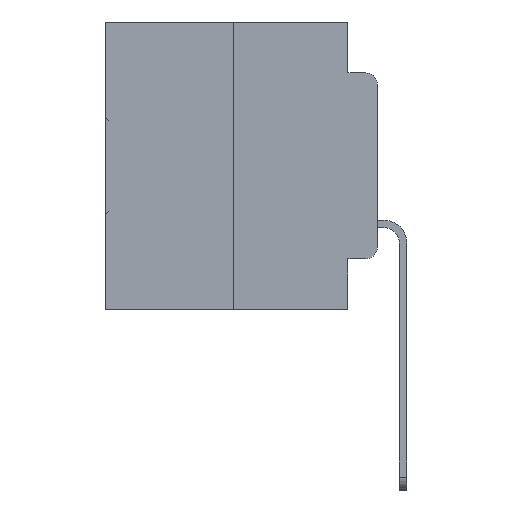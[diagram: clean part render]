
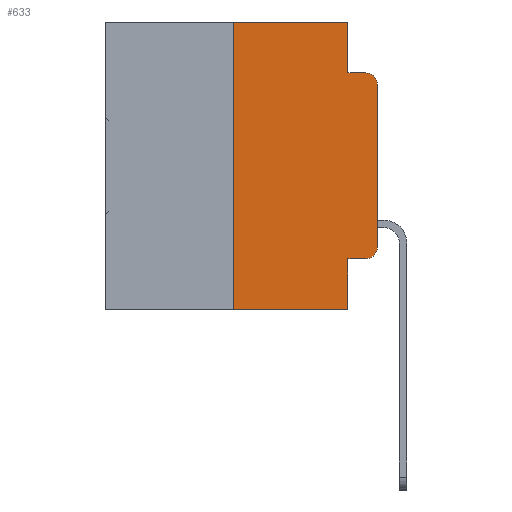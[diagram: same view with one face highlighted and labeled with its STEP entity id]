
A CAD part, left-side view. The second image highlights one B-rep face of the part: STEP entity #633.
In plain terms, the highlighted planar face has unit normal (-1, 0, 0).
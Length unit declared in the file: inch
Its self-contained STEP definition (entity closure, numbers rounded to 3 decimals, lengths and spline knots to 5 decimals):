
#633 = ADVANCED_FACE ( 'NONE', ( #29807 ), #15203, .F. ) ;
#1311 = ORIENTED_EDGE ( 'NONE', *, *, #19806, .T. ) ;
#1380 = VERTEX_POINT ( 'NONE', #19981 ) ;
#1479 = DIRECTION ( 'NONE',  ( 0., 0., 1. ) ) ;
#1572 = LINE ( 'NONE', #20954, #32626 ) ;
#1580 = CARTESIAN_POINT ( 'NONE',  ( 0., 0.051, 0. ) ) ;
#1901 = EDGE_LOOP ( 'NONE', ( #1311, #8114, #7260, #3873, #4222, #13416, #10011, #7349, #14055, #10637 ) ) ;
#2045 = CARTESIAN_POINT ( 'NONE',  ( 0., 0.02, -0.1085 ) ) ;
#2170 = VERTEX_POINT ( 'NONE', #26518 ) ;
#2234 = VERTEX_POINT ( 'NONE', #6759 ) ;
#2306 = DIRECTION ( 'NONE',  ( 0., -1., 0. ) ) ;
#2503 = EDGE_CURVE ( 'NONE', #2234, #7685, #22197, .T. ) ;
#3031 = CARTESIAN_POINT ( 'NONE',  ( 0., 0.051, -0.4115 ) ) ;
#3727 = VECTOR ( 'NONE', #9402, 39.37008 ) ;
#3873 = ORIENTED_EDGE ( 'NONE', *, *, #2503, .F. ) ;
#4222 = ORIENTED_EDGE ( 'NONE', *, *, #8909, .F. ) ;
#4567 = LINE ( 'NONE', #1580, #3727 ) ;
#4717 = DIRECTION ( 'NONE',  ( 0., 0., -1. ) ) ;
#5502 = CARTESIAN_POINT ( 'NONE',  ( 0., 0.051, -0.0885 ) ) ;
#5615 = DIRECTION ( 'NONE',  ( -1., 0., 0. ) ) ;
#6759 = CARTESIAN_POINT ( 'NONE',  ( 0., 0.051, 0. ) ) ;
#6949 = LINE ( 'NONE', #10824, #25310 ) ;
#7260 = ORIENTED_EDGE ( 'NONE', *, *, #31220, .F. ) ;
#7349 = ORIENTED_EDGE ( 'NONE', *, *, #19408, .F. ) ;
#7446 = EDGE_CURVE ( 'NONE', #24089, #1380, #16144, .T. ) ;
#7461 = CIRCLE ( 'NONE', #18581, 0.02 ) ;
#7680 = EDGE_CURVE ( 'NONE', #23511, #17681, #7461, .T. ) ;
#7685 = VERTEX_POINT ( 'NONE', #5502 ) ;
#8114 = ORIENTED_EDGE ( 'NONE', *, *, #7446, .T. ) ;
#8606 = DIRECTION ( 'NONE',  ( 0., 0., -1. ) ) ;
#8909 = EDGE_CURVE ( 'NONE', #24950, #2234, #16499, .T. ) ;
#9189 = CARTESIAN_POINT ( 'NONE',  ( 0., 0.25, 0. ) ) ;
#9402 = DIRECTION ( 'NONE',  ( 0., 0., -1. ) ) ;
#9432 = CARTESIAN_POINT ( 'NONE',  ( 0., 0.051, -0.0885 ) ) ;
#10011 = ORIENTED_EDGE ( 'NONE', *, *, #11541, .T. ) ;
#10021 = VERTEX_POINT ( 'NONE', #13323 ) ;
#10637 = ORIENTED_EDGE ( 'NONE', *, *, #7680, .T. ) ;
#10824 = CARTESIAN_POINT ( 'NONE',  ( 0., 0., 0. ) ) ;
#11541 = EDGE_CURVE ( 'NONE', #2170, #10021, #17851, .T. ) ;
#12558 = CARTESIAN_POINT ( 'NONE',  ( 0., 0., -0.3915 ) ) ;
#13323 = CARTESIAN_POINT ( 'NONE',  ( 0., 0.051, -0.5 ) ) ;
#13416 = ORIENTED_EDGE ( 'NONE', *, *, #17493, .F. ) ;
#14008 = LINE ( 'NONE', #9432, #27200 ) ;
#14055 = ORIENTED_EDGE ( 'NONE', *, *, #14441, .T. ) ;
#14441 = EDGE_CURVE ( 'NONE', #30944, #23511, #1572, .T. ) ;
#15203 = PLANE ( 'NONE',  #26713 ) ;
#15302 = DIRECTION ( 'NONE',  ( 0., 0., -1. ) ) ;
#16144 = CIRCLE ( 'NONE', #27505, 0.02 ) ;
#16499 = LINE ( 'NONE', #24903, #26542 ) ;
#17082 = VECTOR ( 'NONE', #24282, 39.37008 ) ;
#17337 = VECTOR ( 'NONE', #1479, 39.37008 ) ;
#17493 = EDGE_CURVE ( 'NONE', #2170, #24950, #30486, .T. ) ;
#17589 = CARTESIAN_POINT ( 'NONE',  ( 0., 0.25, 0. ) ) ;
#17681 = VERTEX_POINT ( 'NONE', #12558 ) ;
#17851 = LINE ( 'NONE', #31647, #17082 ) ;
#18581 = AXIS2_PLACEMENT_3D ( 'NONE', #20616, #5615, #23092 ) ;
#19378 = DIRECTION ( 'NONE',  ( 0., -1., 0. ) ) ;
#19408 = EDGE_CURVE ( 'NONE', #30944, #10021, #4567, .T. ) ;
#19775 = DIRECTION ( 'NONE',  ( -1., 0., 0. ) ) ;
#19806 = EDGE_CURVE ( 'NONE', #17681, #24089, #6949, .T. ) ;
#19981 = CARTESIAN_POINT ( 'NONE',  ( 0., 0.02, -0.0885 ) ) ;
#20164 = CARTESIAN_POINT ( 'NONE',  ( 0., 0.473, 0. ) ) ;
#20616 = CARTESIAN_POINT ( 'NONE',  ( 0., 0.02, -0.3915 ) ) ;
#20954 = CARTESIAN_POINT ( 'NONE',  ( 0., 0.051, -0.4115 ) ) ;
#22197 = LINE ( 'NONE', #26056, #23711 ) ;
#23092 = DIRECTION ( 'NONE',  ( 0., 0., -1. ) ) ;
#23450 = DIRECTION ( 'NONE',  ( 0., -1., 0. ) ) ;
#23511 = VERTEX_POINT ( 'NONE', #24930 ) ;
#23711 = VECTOR ( 'NONE', #8606, 39.37008 ) ;
#23713 = DIRECTION ( 'NONE',  ( 1., 0., 0. ) ) ;
#24089 = VERTEX_POINT ( 'NONE', #25011 ) ;
#24282 = DIRECTION ( 'NONE',  ( 0., -1., 0. ) ) ;
#24903 = CARTESIAN_POINT ( 'NONE',  ( 0., 0.473, 0. ) ) ;
#24930 = CARTESIAN_POINT ( 'NONE',  ( 0., 0.02, -0.4115 ) ) ;
#24950 = VERTEX_POINT ( 'NONE', #17589 ) ;
#25011 = CARTESIAN_POINT ( 'NONE',  ( 0., 0., -0.1085 ) ) ;
#25310 = VECTOR ( 'NONE', #30703, 39.37008 ) ;
#26056 = CARTESIAN_POINT ( 'NONE',  ( 0., 0.051, 0. ) ) ;
#26518 = CARTESIAN_POINT ( 'NONE',  ( 0., 0.25, -0.5 ) ) ;
#26542 = VECTOR ( 'NONE', #2306, 39.37008 ) ;
#26713 = AXIS2_PLACEMENT_3D ( 'NONE', #20164, #23713, #15302 ) ;
#27200 = VECTOR ( 'NONE', #19378, 39.37008 ) ;
#27505 = AXIS2_PLACEMENT_3D ( 'NONE', #2045, #19775, #4717 ) ;
#29807 = FACE_OUTER_BOUND ( 'NONE', #1901, .T. ) ;
#30486 = LINE ( 'NONE', #9189, #17337 ) ;
#30703 = DIRECTION ( 'NONE',  ( 0., 0., 1. ) ) ;
#30944 = VERTEX_POINT ( 'NONE', #3031 ) ;
#31220 = EDGE_CURVE ( 'NONE', #7685, #1380, #14008, .T. ) ;
#31647 = CARTESIAN_POINT ( 'NONE',  ( 0., 0.473, -0.5 ) ) ;
#32626 = VECTOR ( 'NONE', #23450, 39.37008 ) ;
